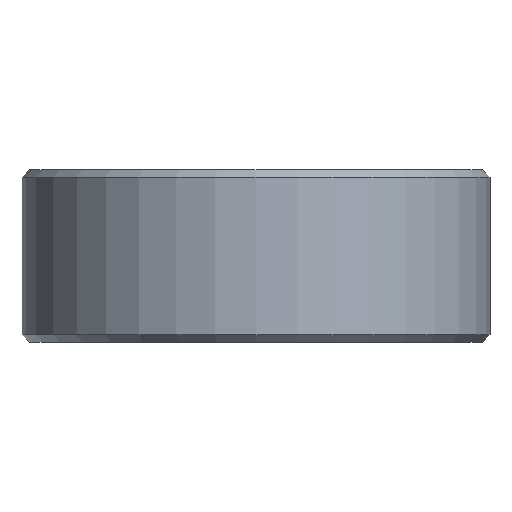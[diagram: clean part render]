
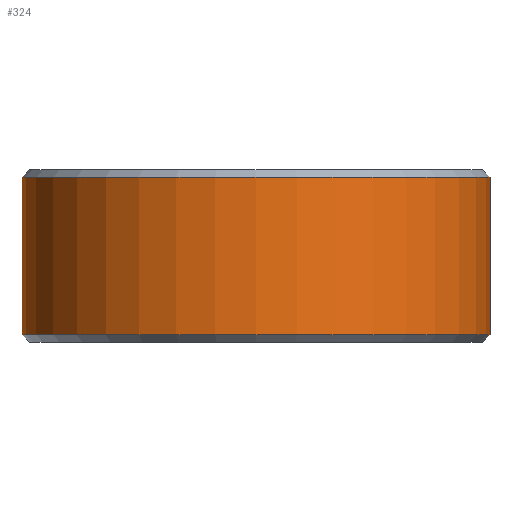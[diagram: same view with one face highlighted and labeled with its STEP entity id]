
A CAD part, front view. The second image highlights one B-rep face of the part: STEP entity #324.
In plain terms, the highlighted cylindrical face has radius 9.5 mm (diameter 19 mm), a partial arc.
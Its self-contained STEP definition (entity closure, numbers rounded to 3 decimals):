
#8 = VERTEX_POINT ( 'NONE', #106 ) ;
#11 = CARTESIAN_POINT ( 'NONE',  ( 0., 0., 73.181 ) ) ;
#12 = LINE ( 'NONE', #188, #426 ) ;
#57 = CARTESIAN_POINT ( 'NONE',  ( 0., 0., 6.7 ) ) ;
#92 = CYLINDRICAL_SURFACE ( 'NONE', #173, 9.5 ) ;
#106 = CARTESIAN_POINT ( 'NONE',  ( 9.5, 0., 0.3 ) ) ;
#138 = ORIENTED_EDGE ( 'NONE', *, *, #362, .T. ) ;
#173 = AXIS2_PLACEMENT_3D ( 'NONE', #11, #281, #357 ) ;
#187 = CARTESIAN_POINT ( 'NONE',  ( 0., 0., 0.3 ) ) ;
#188 = CARTESIAN_POINT ( 'NONE',  ( -9.5, 0., 73.181 ) ) ;
#193 = VECTOR ( 'NONE', #247, 1000. ) ;
#200 = AXIS2_PLACEMENT_3D ( 'NONE', #187, #398, #390 ) ;
#214 = CARTESIAN_POINT ( 'NONE',  ( -9.5, 0., 0.3 ) ) ;
#218 = DIRECTION ( 'NONE',  ( 0., 0., 1. ) ) ;
#225 = VERTEX_POINT ( 'NONE', #214 ) ;
#247 = DIRECTION ( 'NONE',  ( 0., 0., 1. ) ) ;
#250 = EDGE_CURVE ( 'NONE', #339, #303, #399, .T. ) ;
#258 = ORIENTED_EDGE ( 'NONE', *, *, #289, .T. ) ;
#281 = DIRECTION ( 'NONE',  ( 0., 0., 1. ) ) ;
#289 = EDGE_CURVE ( 'NONE', #225, #8, #391, .T. ) ;
#290 = DIRECTION ( 'NONE',  ( -1., 0., 0. ) ) ;
#291 = CARTESIAN_POINT ( 'NONE',  ( 9.5, 0., 73.181 ) ) ;
#295 = ORIENTED_EDGE ( 'NONE', *, *, #250, .T. ) ;
#303 = VERTEX_POINT ( 'NONE', #429 ) ;
#315 = FACE_OUTER_BOUND ( 'NONE', #341, .T. ) ;
#324 = ADVANCED_FACE ( 'NONE', ( #315 ), #92, .T. ) ;
#335 = ORIENTED_EDGE ( 'NONE', *, *, #346, .F. ) ;
#339 = VERTEX_POINT ( 'NONE', #395 ) ;
#341 = EDGE_LOOP ( 'NONE', ( #335, #258, #138, #295 ) ) ;
#346 = EDGE_CURVE ( 'NONE', #225, #303, #12, .T. ) ;
#352 = AXIS2_PLACEMENT_3D ( 'NONE', #57, #434, #290 ) ;
#357 = DIRECTION ( 'NONE',  ( 1., 0., 0. ) ) ;
#362 = EDGE_CURVE ( 'NONE', #8, #339, #396, .T. ) ;
#390 = DIRECTION ( 'NONE',  ( 1., 0., 0. ) ) ;
#391 = CIRCLE ( 'NONE', #200, 9.5 ) ;
#395 = CARTESIAN_POINT ( 'NONE',  ( 9.5, 0., 6.7 ) ) ;
#396 = LINE ( 'NONE', #291, #193 ) ;
#398 = DIRECTION ( 'NONE',  ( 0., 0., 1. ) ) ;
#399 = CIRCLE ( 'NONE', #352, 9.5 ) ;
#426 = VECTOR ( 'NONE', #218, 1000. ) ;
#429 = CARTESIAN_POINT ( 'NONE',  ( -9.5, 0., 6.7 ) ) ;
#434 = DIRECTION ( 'NONE',  ( 0., 0., -1. ) ) ;
